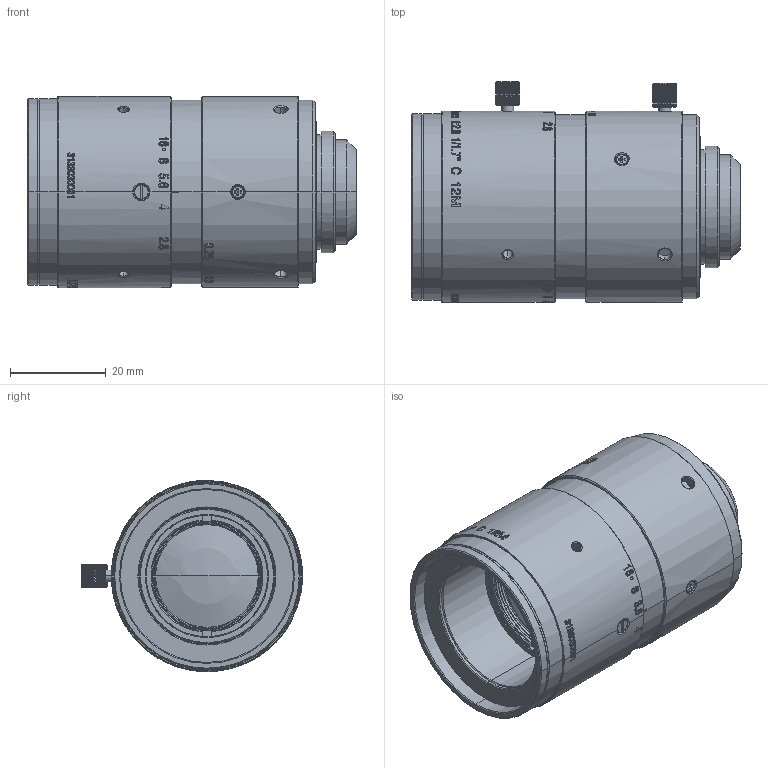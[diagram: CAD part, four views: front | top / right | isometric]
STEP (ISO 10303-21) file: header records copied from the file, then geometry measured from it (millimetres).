
FILE_DESCRIPTION((''),'2;1');
FILE_NAME('DZO_LA5028A_1806_ASM','2022-06-30T15:03:49',('Administrator'),(''),'CREO PARAMETRIC BY PTC INC, 2019010','CREO PARAMETRIC BY PTC INC, 2019010','');
FILE_SCHEMA(('CONFIG_CONTROL_DESIGN','SHAPE_APPEARANCE_LAYERS_GROUPS'));
Products named in the file (27): DZO_LA5028A_1806-QQ-3_1_1; DZO_LA5028A_1806-QQ-3_1_ASM; V330131A-603_3; DZO_LA5028A_1806-1_ASM_1_ASM; DZO_LA5028A_1806-QQ-1_2_2; DZO_LA5028A_1806-QQ-1_2_ASM; V330131A-601_11; V330131A-611_4; MANIFOLD_SOLID_BREP_223_1; __19_8-12-0_8-WZ_ASM_1_ASM; DZO_LA5028A_1806-2_ASM_2_ASM; V330011A-618_1; V330131A-604_6; V330131A-607_4; V330131A-609_6; M1_4X3_1; MANIFOLD_SOLID_BREP_1985_1; DZO_LA5028A_1806-4_ASM_1_ASM; V330131A-606_9; I741411C-615_1; DZO_LA5028A_1806-3_ASM_1_ASM; V330131A-610_5; MANIFOLD_SOLID_BREP_2024_1; V330011A-621A_B_C_D_1; V330011A-622A_B_C_D_1; DZO_LA5028A_1806_ASM_18_ASM; DZO_LA5028A_1806_ASM
Assembly tree (34 placements, depth 5):
  DZO_LA5028A_1806_ASM
    DZO_LA5028A_1806_ASM_18_ASM
      DZO_LA5028A_1806-1_ASM_1_ASM
        DZO_LA5028A_1806-QQ-3_1_ASM
          DZO_LA5028A_1806-QQ-3_1_1
        V330131A-603_3
      DZO_LA5028A_1806-2_ASM_2_ASM
        DZO_LA5028A_1806-QQ-1_2_ASM
          DZO_LA5028A_1806-QQ-1_2_2
        V330131A-601_11
        V330131A-611_4
        __19_8-12-0_8-WZ_ASM_1_ASM
          MANIFOLD_SOLID_BREP_223_1
      V330011A-618_1
      V330131A-604_6
      V330131A-607_4
      DZO_LA5028A_1806-4_ASM_1_ASM
        V330131A-609_6
        M1_4X3_1  x3
        MANIFOLD_SOLID_BREP_1985_1
      DZO_LA5028A_1806-3_ASM_1_ASM
        V330131A-606_9
        MANIFOLD_SOLID_BREP_1985_1
        I741411C-615_1
      V330131A-610_5
      MANIFOLD_SOLID_BREP_2024_1  x3
      M1_4X3_1  x3
      V330011A-621A_B_C_D_1
      V330011A-622A_B_C_D_1
Bounding box: 68.8 x 46.25 x 40 mm (x, y, z)
Volume: 39291 mm3; surface area: 43891.7 mm2
Topology: 26 solids, 26 shells, 2630 faces, 7244 edges, 4830 vertices
Faces by surface type: bspline 826, plane 736, cylinder 603, cone 244, extrusion 151, torus 62, sphere 8
Entity records: 128935 total; most frequent: CARTESIAN_POINT 60458, ORIENTED_EDGE 12358, DIRECTION 8466, EDGE_CURVE 6179, PRESENTATION_STYLE_ASSIGNMENT 4884, STYLED_ITEM 4884, CURVE_STYLE 4680, VERTEX_POINT 4116
